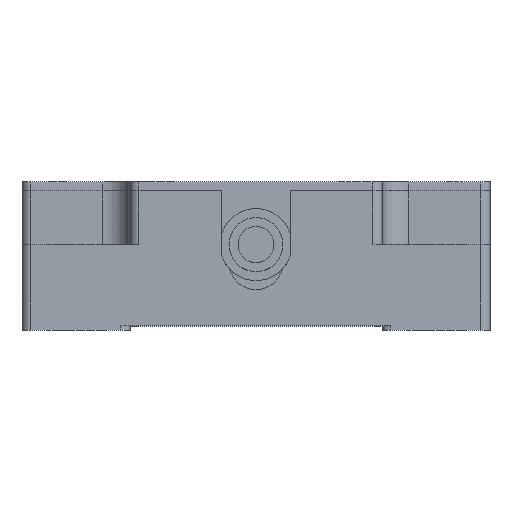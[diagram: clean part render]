
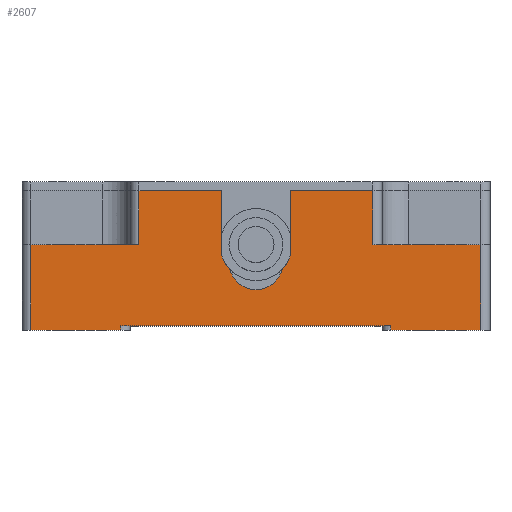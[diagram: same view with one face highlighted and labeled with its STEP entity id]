
A CAD part, top view. The second image highlights one B-rep face of the part: STEP entity #2607.
In plain terms, the highlighted planar face has unit normal (0, 0, 1).
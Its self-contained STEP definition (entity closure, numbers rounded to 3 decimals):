
#149=DIRECTION('',(1.,0.,0.));
#150=VECTOR('',#149,30.);
#151=CARTESIAN_POINT('',(-15.,0.,36.));
#152=LINE('',#151,#150);
#254=DIRECTION('',(0.,-1.,0.));
#255=VECTOR('',#254,7.249);
#256=CARTESIAN_POINT('',(-3.8,15.,36.));
#257=LINE('',#256,#255);
#258=CARTESIAN_POINT('',(0.,9.,36.));
#259=DIRECTION('',(0.,0.,1.));
#260=DIRECTION('',(-0.95,-0.312,0.));
#261=AXIS2_PLACEMENT_3D('',#258,#259,#260);
#263=CARTESIAN_POINT('',(0.,7.,36.));
#264=DIRECTION('',(0.,0.,1.));
#265=DIRECTION('',(-0.968,-0.25,0.));
#266=AXIS2_PLACEMENT_3D('',#263,#264,#265);
#268=CARTESIAN_POINT('',(0.,9.,36.));
#269=DIRECTION('',(0.,0.,1.));
#270=DIRECTION('',(0.726,-0.688,0.));
#271=AXIS2_PLACEMENT_3D('',#268,#269,#270);
#273=DIRECTION('',(0.,1.,0.));
#274=VECTOR('',#273,7.249);
#275=CARTESIAN_POINT('',(3.8,7.751,36.));
#276=LINE('',#275,#274);
#277=DIRECTION('',(1.,0.,0.));
#278=VECTOR('',#277,9.2);
#279=CARTESIAN_POINT('',(3.8,15.,36.));
#280=LINE('',#279,#278);
#281=DIRECTION('',(0.,1.,0.));
#282=VECTOR('',#281,6.);
#283=CARTESIAN_POINT('',(13.,9.,36.));
#284=LINE('',#283,#282);
#285=DIRECTION('',(0.,1.,0.));
#286=VECTOR('',#285,0.5);
#287=CARTESIAN_POINT('',(15.,-0.5,36.));
#288=LINE('',#287,#286);
#289=DIRECTION('',(0.,1.,0.));
#290=VECTOR('',#289,0.5);
#291=CARTESIAN_POINT('',(-15.,-0.5,36.));
#292=LINE('',#291,#290);
#293=DIRECTION('',(0.,-1.,0.));
#294=VECTOR('',#293,6.);
#295=CARTESIAN_POINT('',(-13.,15.,36.));
#296=LINE('',#295,#294);
#297=DIRECTION('',(1.,0.,0.));
#298=VECTOR('',#297,9.2);
#299=CARTESIAN_POINT('',(-13.,15.,36.));
#300=LINE('',#299,#298);
#1189=DIRECTION('',(-1.,0.,0.));
#1190=VECTOR('',#1189,12.);
#1191=CARTESIAN_POINT('',(25.,9.,36.));
#1192=LINE('',#1191,#1190);
#1206=DIRECTION('',(-1.,0.,0.));
#1207=VECTOR('',#1206,12.);
#1208=CARTESIAN_POINT('',(-13.,9.,36.));
#1209=LINE('',#1208,#1207);
#1378=DIRECTION('',(-1.,0.,0.));
#1379=VECTOR('',#1378,10.);
#1380=CARTESIAN_POINT('',(25.,-0.5,36.));
#1381=LINE('',#1380,#1379);
#1405=DIRECTION('',(-1.,0.,0.));
#1406=VECTOR('',#1405,10.);
#1407=CARTESIAN_POINT('',(-15.,-0.5,36.));
#1408=LINE('',#1407,#1406);
#1438=DIRECTION('',(0.,1.,0.));
#1439=VECTOR('',#1438,9.5);
#1440=CARTESIAN_POINT('',(25.,-0.5,36.));
#1441=LINE('',#1440,#1439);
#1473=DIRECTION('',(0.,-1.,0.));
#1474=VECTOR('',#1473,9.5);
#1475=CARTESIAN_POINT('',(-25.,9.,36.));
#1476=LINE('',#1475,#1474);
#1759=CARTESIAN_POINT('',(25.,9.,36.));
#1761=VERTEX_POINT('',#1759);
#1764=CARTESIAN_POINT('',(-25.,9.,36.));
#1766=VERTEX_POINT('',#1764);
#1795=CARTESIAN_POINT('',(-13.,9.,36.));
#1796=VERTEX_POINT('',#1795);
#1797=CARTESIAN_POINT('',(13.,9.,36.));
#1798=VERTEX_POINT('',#1797);
#1816=CARTESIAN_POINT('',(25.,-0.5,36.));
#1818=VERTEX_POINT('',#1816);
#1819=CARTESIAN_POINT('',(15.,-0.5,36.));
#1820=CARTESIAN_POINT('',(15.,0.,36.));
#1821=VERTEX_POINT('',#1819);
#1822=VERTEX_POINT('',#1820);
#1855=CARTESIAN_POINT('',(-15.,-0.5,36.));
#1856=VERTEX_POINT('',#1855);
#1857=CARTESIAN_POINT('',(-15.,0.,36.));
#1858=VERTEX_POINT('',#1857);
#1859=CARTESIAN_POINT('',(-25.,-0.5,36.));
#1861=VERTEX_POINT('',#1859);
#2219=CARTESIAN_POINT('',(-13.,15.,36.));
#2220=VERTEX_POINT('',#2219);
#2221=CARTESIAN_POINT('',(13.,15.,36.));
#2222=VERTEX_POINT('',#2221);
#2247=CARTESIAN_POINT('',(-2.905,6.25,36.));
#2248=CARTESIAN_POINT('',(2.905,6.25,36.));
#2249=VERTEX_POINT('',#2247);
#2250=VERTEX_POINT('',#2248);
#2255=CARTESIAN_POINT('',(-3.8,15.,36.));
#2256=VERTEX_POINT('',#2255);
#2257=CARTESIAN_POINT('',(3.8,15.,36.));
#2258=VERTEX_POINT('',#2257);
#2259=CARTESIAN_POINT('',(-3.8,7.751,36.));
#2260=VERTEX_POINT('',#2259);
#2261=CARTESIAN_POINT('',(3.8,7.751,36.));
#2262=VERTEX_POINT('',#2261);
#2566=CARTESIAN_POINT('',(-26.,0.,36.));
#2567=DIRECTION('',(0.,0.,1.));
#2568=DIRECTION('',(1.,0.,0.));
#2569=AXIS2_PLACEMENT_3D('',#2566,#2567,#2568);
#2570=PLANE('',#2569);
#2572=ORIENTED_EDGE('',*,*,#2571,.T.);
#2574=ORIENTED_EDGE('',*,*,#2573,.T.);
#2576=ORIENTED_EDGE('',*,*,#2575,.T.);
#2578=ORIENTED_EDGE('',*,*,#2577,.T.);
#2580=ORIENTED_EDGE('',*,*,#2579,.T.);
#2582=ORIENTED_EDGE('',*,*,#2581,.T.);
#2584=ORIENTED_EDGE('',*,*,#2583,.F.);
#2586=ORIENTED_EDGE('',*,*,#2585,.F.);
#2588=ORIENTED_EDGE('',*,*,#2587,.F.);
#2590=ORIENTED_EDGE('',*,*,#2589,.T.);
#2591=ORIENTED_EDGE('',*,*,#2557,.T.);
#2592=ORIENTED_EDGE('',*,*,#2455,.F.);
#2594=ORIENTED_EDGE('',*,*,#2593,.F.);
#2596=ORIENTED_EDGE('',*,*,#2595,.T.);
#2598=ORIENTED_EDGE('',*,*,#2597,.F.);
#2600=ORIENTED_EDGE('',*,*,#2599,.F.);
#2602=ORIENTED_EDGE('',*,*,#2601,.F.);
#2604=ORIENTED_EDGE('',*,*,#2603,.T.);
#2605=EDGE_LOOP('',(#2572,#2574,#2576,#2578,#2580,#2582,#2584,#2586,#2588,#2590,
#2591,#2592,#2594,#2596,#2598,#2600,#2602,#2604));
#2606=FACE_OUTER_BOUND('',#2605,.F.);
#262=CIRCLE('',#261,4.);
#267=CIRCLE('',#266,3.);
#272=CIRCLE('',#271,4.);
#2455=EDGE_CURVE('',#1858,#1822,#152,.T.);
#2557=EDGE_CURVE('',#1821,#1822,#288,.T.);
#2571=EDGE_CURVE('',#2256,#2260,#257,.T.);
#2573=EDGE_CURVE('',#2260,#2249,#262,.T.);
#2575=EDGE_CURVE('',#2249,#2250,#267,.T.);
#2577=EDGE_CURVE('',#2250,#2262,#272,.T.);
#2579=EDGE_CURVE('',#2262,#2258,#276,.T.);
#2581=EDGE_CURVE('',#2258,#2222,#280,.T.);
#2583=EDGE_CURVE('',#1798,#2222,#284,.T.);
#2585=EDGE_CURVE('',#1761,#1798,#1192,.T.);
#2587=EDGE_CURVE('',#1818,#1761,#1441,.T.);
#2589=EDGE_CURVE('',#1818,#1821,#1381,.T.);
#2593=EDGE_CURVE('',#1856,#1858,#292,.T.);
#2595=EDGE_CURVE('',#1856,#1861,#1408,.T.);
#2597=EDGE_CURVE('',#1766,#1861,#1476,.T.);
#2599=EDGE_CURVE('',#1796,#1766,#1209,.T.);
#2601=EDGE_CURVE('',#2220,#1796,#296,.T.);
#2603=EDGE_CURVE('',#2220,#2256,#300,.T.);
#2607=ADVANCED_FACE('',(#2606),#2570,.T.);
